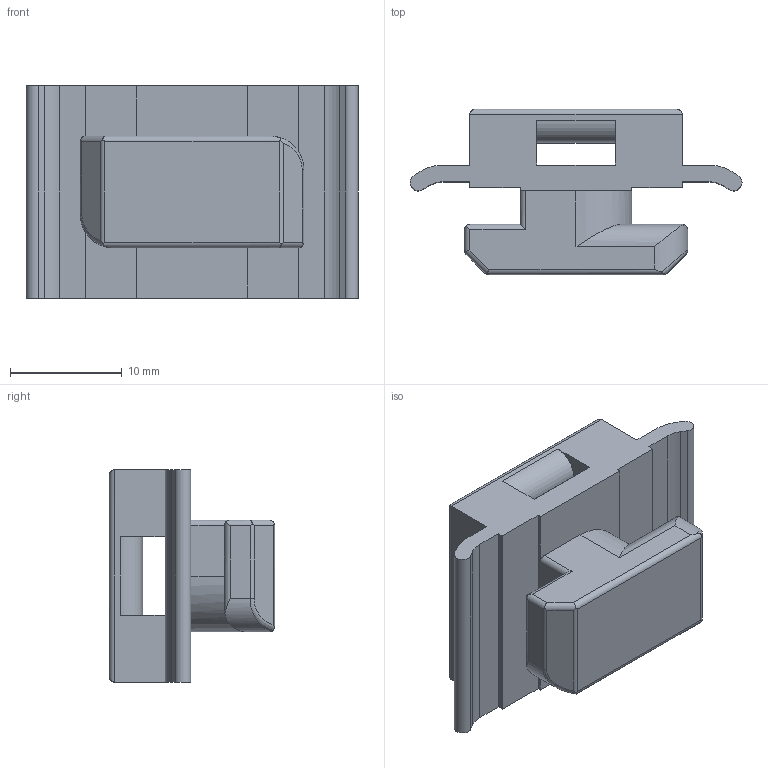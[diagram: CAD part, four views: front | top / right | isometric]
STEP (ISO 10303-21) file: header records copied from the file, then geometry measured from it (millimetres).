
FILE_DESCRIPTION(('Creo Elements/Direct Modeling STEP Export'),'2;1');
FILE_NAME('55.0501.3_Kabelbinderklipp-MMS-55_.stp','2022-03-21T 8:08:41',(''),(''),'PTC Creo Elements/Direct Modeling STEP processor for AP214 (Solid Model)','PTC Creo Elements/Direct Modeling 19.0C 15-Aug-2015 (C) Parametric Technology GmbH','');
FILE_SCHEMA(('AUTOMOTIVE_DESIGN { 1 0 10303 214 1 1 1 1 }'));
Length unit declared in the file: millimetre
Products named in the file (2): Kabelbinderklipp-MMS-55_55.0501.3_PX176309
Assembly tree (1 placements, depth 2):
  Kabelbinderklipp-MMS-55_55.0501.3_PX176309
    Kabelbinderklipp-MMS-55_55.0501.3_PX176309
Bounding box: 29.7 x 14.8 x 19 mm (x, y, z)
Volume: 3443.3 mm3; surface area: 2664.3 mm2
Topology: 1 solids, 1 shells, 78 faces, 232 edges, 152 vertices
Faces by surface type: plane 38, cylinder 38, bspline 2
Entity records: 3470 total; most frequent: CARTESIAN_POINT 1340, ORIENTED_EDGE 464, DIRECTION 408, EDGE_CURVE 232, VERTEX_POINT 152, VECTOR 148, LINE 148, AXIS2_PLACEMENT_3D 130
